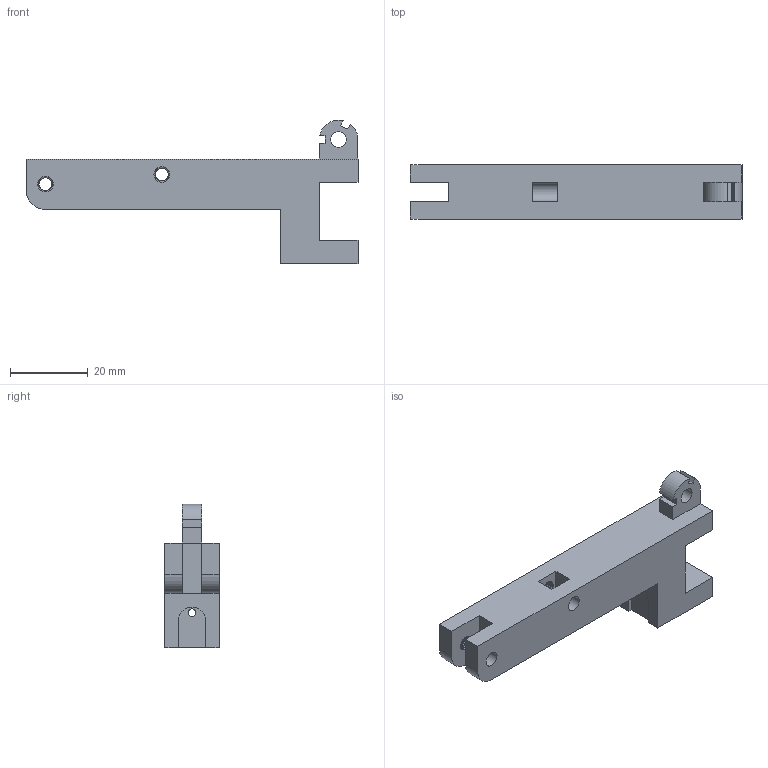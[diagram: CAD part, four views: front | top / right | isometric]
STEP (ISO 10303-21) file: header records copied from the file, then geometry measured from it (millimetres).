
FILE_DESCRIPTION(/* description */ (''),/* implementation_level */ '2;1');
FILE_NAME(/* name */ 'Usinage v2.step',/* time_stamp */ '2019-08-18T22:47:26+02:00',/* author */ (''),/* organization */ (''),/* preprocessor_version */ 'ST-DEVELOPER v18',/* originating_system */ 'Autodesk Translation Framework v8.6.0.1094',/* authorisation */ '');
FILE_SCHEMA (('AUTOMOTIVE_DESIGN { 1 0 10303 214 3 1 1 }'));
Length unit declared in the file: millimetre
Products named in the file (1): 22
Bounding box: 85.6 x 14 x 36.99 mm (x, y, z)
Volume: 15434.8 mm3; surface area: 7600.6 mm2
Topology: 1 solids, 1 shells, 100 faces, 282 edges, 183 vertices
Faces by surface type: plane 49, cylinder 47, bspline 4
Full cylindrical faces by diameter (mm): 2 x1, 3.332 x14, 4 x3, 4.109 x7, 4.11 x7, 5 x2
Entity records: 5303 total; most frequent: CARTESIAN_POINT 2763, ORIENTED_EDGE 564, DIRECTION 447, EDGE_CURVE 282, VERTEX_POINT 183, LINE 175, VECTOR 175, AXIS2_PLACEMENT_3D 136
